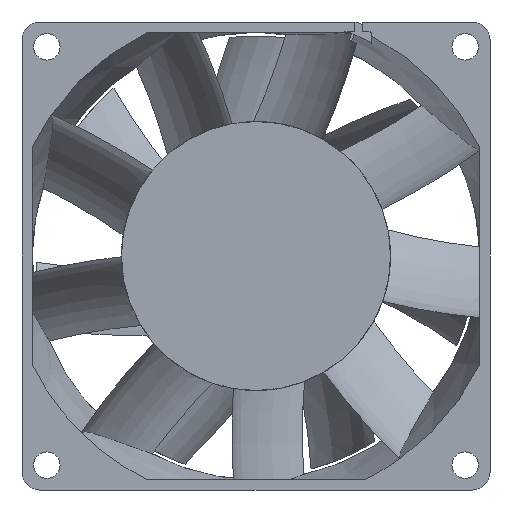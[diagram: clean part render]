
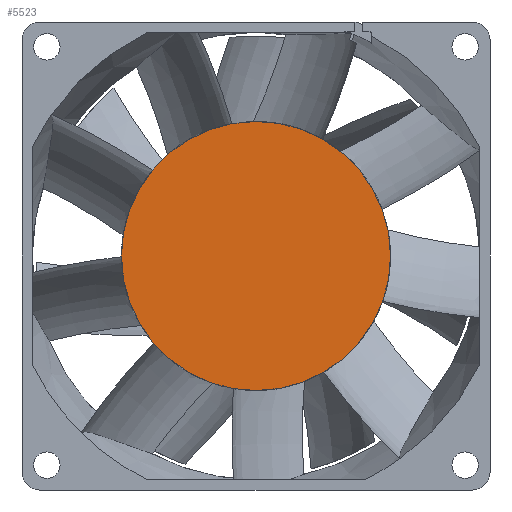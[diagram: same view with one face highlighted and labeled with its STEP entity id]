
A CAD part, front view. The second image highlights one B-rep face of the part: STEP entity #5523.
In plain terms, the highlighted planar face has unit normal (0, -1, 0).
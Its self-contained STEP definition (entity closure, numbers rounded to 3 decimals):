
#1554=CARTESIAN_POINT('',(-23.,-18.5,-0.126));
#1582=CARTESIAN_POINT('',(-17.538,-18.5,-14.88));
#1610=CARTESIAN_POINT('',(-3.87,-18.5,-22.672));
#1640=CARTESIAN_POINT('',(11.609,-18.5,-19.855));
#1675=CARTESIAN_POINT('',(21.656,-18.5,-7.748));
#1800=CARTESIAN_POINT('',(0.,-18.5,0.));
#1801=DIRECTION('',(0.,1.,0.));
#1802=DIRECTION('',(-0.179,0.,0.984));
#1803=AXIS2_PLACEMENT_3D('',#1800,#1801,#1802);
#1805=CARTESIAN_POINT('',(0.,-18.5,0.));
#1806=DIRECTION('',(0.,1.,0.));
#1807=DIRECTION('',(0.495,0.,0.869));
#1808=AXIS2_PLACEMENT_3D('',#1805,#1806,#1807);
#1810=CARTESIAN_POINT('',(0.,-18.5,0.));
#1811=DIRECTION('',(0.,1.,0.));
#1812=DIRECTION('',(0.942,0.,-0.337));
#1813=AXIS2_PLACEMENT_3D('',#1810,#1811,#1812);
#1815=CARTESIAN_POINT('',(0.,-18.5,0.));
#1816=DIRECTION('',(0.,1.,0.));
#1817=DIRECTION('',(0.505,0.,-0.863));
#1818=AXIS2_PLACEMENT_3D('',#1815,#1816,#1817);
#1820=CARTESIAN_POINT('',(0.,-18.5,0.));
#1821=DIRECTION('',(0.,1.,0.));
#1822=DIRECTION('',(-0.168,0.,-0.986));
#1823=AXIS2_PLACEMENT_3D('',#1820,#1821,#1822);
#1825=CARTESIAN_POINT('',(0.,-18.5,0.));
#1826=DIRECTION('',(0.,1.,0.));
#1827=DIRECTION('',(-0.763,0.,-0.647));
#1828=AXIS2_PLACEMENT_3D('',#1825,#1826,#1827);
#1830=CARTESIAN_POINT('',(0.,-18.5,0.));
#1831=DIRECTION('',(0.,1.,0.));
#1832=DIRECTION('',(-1.,0.,-0.005));
#1833=AXIS2_PLACEMENT_3D('',#1830,#1831,#1832);
#1835=CARTESIAN_POINT('',(0.,-18.5,0.));
#1836=DIRECTION('',(0.,1.,0.));
#1837=DIRECTION('',(-1.,0.,0.));
#1838=AXIS2_PLACEMENT_3D('',#1835,#1836,#1837);
#1840=CARTESIAN_POINT('',(0.,-18.5,0.));
#1841=DIRECTION('',(0.,1.,0.));
#1842=DIRECTION('',(-0.77,0.,0.639));
#1843=AXIS2_PLACEMENT_3D('',#1840,#1841,#1842);
#1845=CARTESIAN_POINT('',(11.391,-18.5,19.981));
#1874=CARTESIAN_POINT('',(-4.118,-18.5,22.628));
#1901=CARTESIAN_POINT('',(-17.7,-18.5,14.687));
#2080=CARTESIAN_POINT('',(0.,-18.5,0.));
#2081=DIRECTION('',(0.,-1.,0.));
#2082=DIRECTION('',(0.942,0.,-0.337));
#2083=AXIS2_PLACEMENT_3D('',#2080,#2081,#2082);
#2085=CARTESIAN_POINT('',(21.57,-18.5,7.985));
#3474=CARTESIAN_POINT('',(-23.,-18.5,0.));
#3475=VERTEX_POINT('',#3474);
#3476=VERTEX_POINT('',#2085);
#3486=VERTEX_POINT('',#1675);
#3490=VERTEX_POINT('',#1640);
#3497=VERTEX_POINT('',#1610);
#3502=VERTEX_POINT('',#1582);
#3509=VERTEX_POINT('',#1554);
#3511=VERTEX_POINT('',#1901);
#3518=VERTEX_POINT('',#1874);
#3523=VERTEX_POINT('',#1845);
#5501=CARTESIAN_POINT('',(0.,-18.5,0.));
#5502=DIRECTION('',(0.,1.,0.));
#5503=DIRECTION('',(-1.,0.,0.));
#5504=AXIS2_PLACEMENT_3D('',#5501,#5502,#5503);
#5505=PLANE('',#5504);
#5507=ORIENTED_EDGE('',*,*,#5506,.T.);
#5509=ORIENTED_EDGE('',*,*,#5508,.T.);
#5511=ORIENTED_EDGE('',*,*,#5510,.F.);
#5512=ORIENTED_EDGE('',*,*,#5408,.T.);
#5513=ORIENTED_EDGE('',*,*,#5402,.T.);
#5514=ORIENTED_EDGE('',*,*,#5398,.T.);
#5515=ORIENTED_EDGE('',*,*,#5392,.T.);
#5516=ORIENTED_EDGE('',*,*,#5432,.T.);
#5518=ORIENTED_EDGE('',*,*,#5517,.T.);
#5520=ORIENTED_EDGE('',*,*,#5519,.T.);
#5521=EDGE_LOOP('',(#5507,#5509,#5511,#5512,#5513,#5514,#5515,#5516,#5518,
#5520));
#5522=FACE_OUTER_BOUND('',#5521,.F.);
#5523=ADVANCED_FACE('',(#5522),#5505,.F.);
#1804=CIRCLE('',#1803,23.);
#1809=CIRCLE('',#1808,23.);
#1814=CIRCLE('',#1813,23.);
#1819=CIRCLE('',#1818,23.);
#1824=CIRCLE('',#1823,23.);
#1829=CIRCLE('',#1828,23.);
#1834=CIRCLE('',#1833,23.);
#1839=CIRCLE('',#1838,23.);
#1844=CIRCLE('',#1843,23.);
#2084=CIRCLE('',#2083,23.);
#5392=EDGE_CURVE('',#3502,#3509,#1829,.T.);
#5398=EDGE_CURVE('',#3497,#3502,#1824,.T.);
#5402=EDGE_CURVE('',#3490,#3497,#1819,.T.);
#5408=EDGE_CURVE('',#3486,#3490,#1814,.T.);
#5432=EDGE_CURVE('',#3509,#3475,#1834,.T.);
#5506=EDGE_CURVE('',#3518,#3523,#1804,.T.);
#5508=EDGE_CURVE('',#3523,#3476,#1809,.T.);
#5510=EDGE_CURVE('',#3486,#3476,#2084,.T.);
#5517=EDGE_CURVE('',#3475,#3511,#1839,.T.);
#5519=EDGE_CURVE('',#3511,#3518,#1844,.T.);
